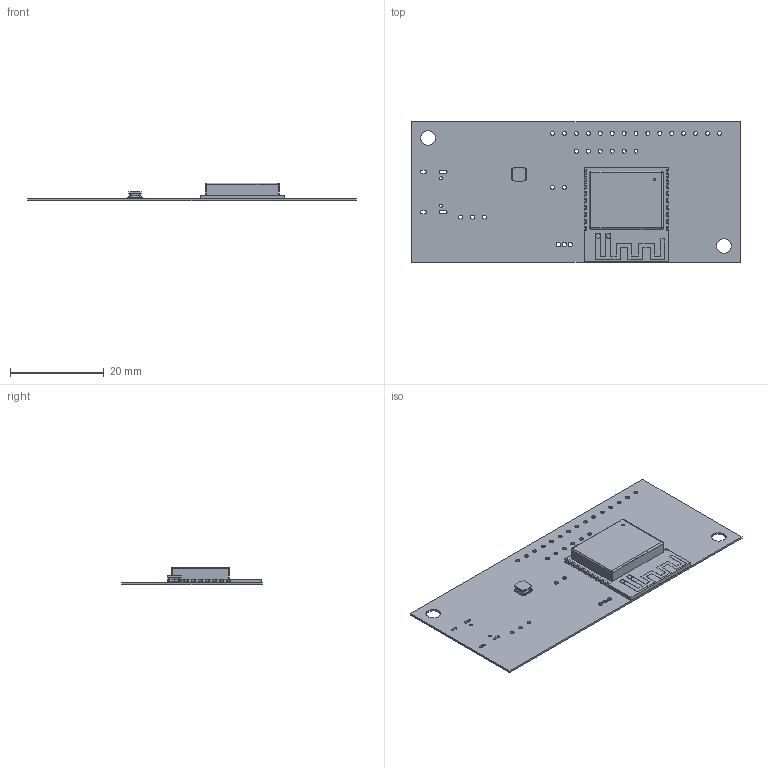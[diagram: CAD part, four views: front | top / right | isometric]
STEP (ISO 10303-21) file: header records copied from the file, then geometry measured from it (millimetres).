
FILE_DESCRIPTION(('Open CASCADE Model'),'2;1');
FILE_NAME('Open CASCADE Shape Model','2025-01-08T14:22:51',('Author'),( 'Open CASCADE'),'Open CASCADE STEP processor 7.5','Open CASCADE 7.5' ,'Unknown');
FILE_SCHEMA(('AUTOMOTIVE_DESIGN { 1 0 10303 214 1 1 1 1 }'));
Length unit declared in the file: millimetre
Products named in the file (7): PCB; Board; Open CASCADE STEP translator 7.5 1.1.1; U2; 6280108400; L1; 6280109600
Assembly tree (6 placements, depth 3):
  PCB
    Board
      Open CASCADE STEP translator 7.5 1.1.1
    U2
      6280108400
    L1
      6280109600
Bounding box: 70 x 30 x 3.76 mm (x, y, z)
Volume: 1208.1 mm3; surface area: 5951.8 mm2
Topology: 45 solids, 45 shells, 682 faces, 1705 edges, 1119 vertices
Faces by surface type: plane 549, cylinder 113, bspline 8, torus 8, sphere 4
Full cylindrical faces by diameter (mm): 0.3 x12, 0.5 x2, 0.65 x2, 0.85 x26, 0.93 x3, 1 x2, 3.15 x2
Entity records: 20901 total; most frequent: CARTESIAN_POINT 3929, ORIENTED_EDGE 3402, DIRECTION 3253, EDGE_CURVE 1701, LINE 1443, VECTOR 1443, VERTEX_POINT 1119, AXIS2_PLACEMENT_3D 905
